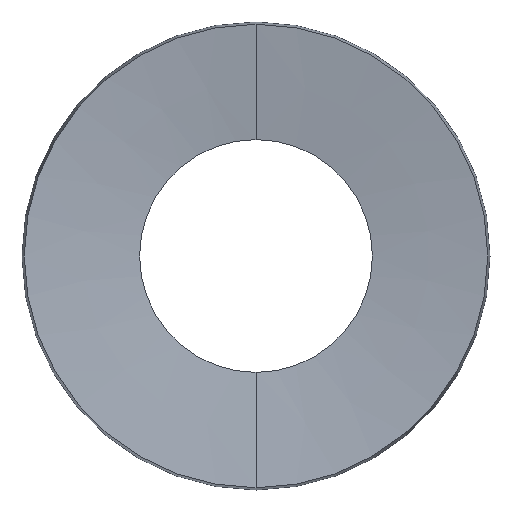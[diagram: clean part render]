
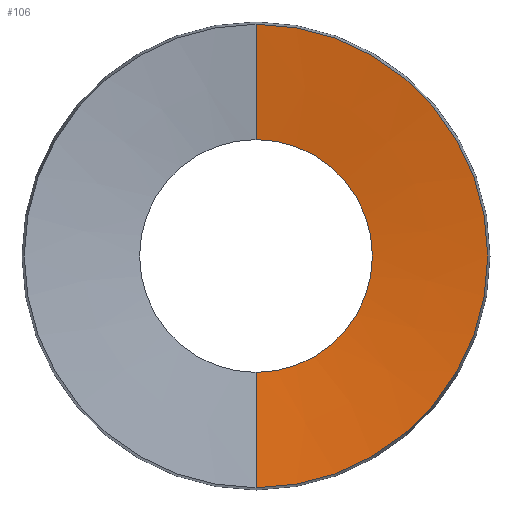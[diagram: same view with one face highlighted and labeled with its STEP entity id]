
A CAD part, front view. The second image highlights one B-rep face of the part: STEP entity #106.
In plain terms, the highlighted conical face has half-angle 82.51 degrees and reference radius 1.181 mm.
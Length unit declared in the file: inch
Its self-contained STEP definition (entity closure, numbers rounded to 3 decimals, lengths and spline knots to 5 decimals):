
#33 = DIRECTION ( 'NONE',  ( 0., -0.13, 0.991 ) ) ;
#34 = VECTOR ( 'NONE', #33, 39.37008 ) ;
#35 = CARTESIAN_POINT ( 'NONE',  ( 0., 0.00606, 0.0465 ) ) ;
#37 = LINE ( 'NONE', #35, #34 ) ;
#38 = CARTESIAN_POINT ( 'NONE',  ( 0., 0., 0.09259 ) ) ;
#88 = VERTEX_POINT ( 'NONE', #181 ) ;
#92 = VERTEX_POINT ( 'NONE', #168 ) ;
#106 = ADVANCED_FACE ( 'NONE', ( #200 ), #144, .F. ) ;
#108 = EDGE_LOOP ( 'NONE', ( #111, #109, #127, #130 ) ) ;
#109 = ORIENTED_EDGE ( 'NONE', *, *, #110, .F. ) ;
#110 = EDGE_CURVE ( 'NONE', #92, #88, #242, .T. ) ;
#111 = ORIENTED_EDGE ( 'NONE', *, *, #138, .F. ) ;
#113 = EDGE_CURVE ( 'NONE', #92, #115, #224, .T. ) ;
#115 = VERTEX_POINT ( 'NONE', #232 ) ;
#120 = EDGE_CURVE ( 'NONE', #115, #133, #225, .T. ) ;
#127 = ORIENTED_EDGE ( 'NONE', *, *, #113, .T. ) ;
#130 = ORIENTED_EDGE ( 'NONE', *, *, #120, .T. ) ;
#133 = VERTEX_POINT ( 'NONE', #38 ) ;
#138 = EDGE_CURVE ( 'NONE', #88, #133, #37, .T. ) ;
#140 = CARTESIAN_POINT ( 'NONE',  ( 0., 0.00606, 0. ) ) ;
#144 = CONICAL_SURFACE ( 'NONE', #148, 0.0465, 1.44 ) ;
#145 = DIRECTION ( 'NONE',  ( 0., -1., 0. ) ) ;
#148 = AXIS2_PLACEMENT_3D ( 'NONE', #140, #145, #150 ) ;
#150 = DIRECTION ( 'NONE',  ( 0., 0., -1. ) ) ;
#168 = CARTESIAN_POINT ( 'NONE',  ( 0., 0.00606, -0.0465 ) ) ;
#181 = CARTESIAN_POINT ( 'NONE',  ( 0., 0.00606, 0.0465 ) ) ;
#200 = FACE_OUTER_BOUND ( 'NONE', #108, .T. ) ;
#215 = DIRECTION ( 'NONE',  ( 0., -1., 0. ) ) ;
#224 = LINE ( 'NONE', #229, #236 ) ;
#225 = CIRCLE ( 'NONE', #241, 0.09259 ) ;
#228 = DIRECTION ( 'NONE',  ( 0., 0., -1. ) ) ;
#229 = CARTESIAN_POINT ( 'NONE',  ( 0., 0.00606, -0.0465 ) ) ;
#231 = DIRECTION ( 'NONE',  ( 0., -0.13, -0.991 ) ) ;
#232 = CARTESIAN_POINT ( 'NONE',  ( 0., 0., -0.09259 ) ) ;
#236 = VECTOR ( 'NONE', #231, 39.37008 ) ;
#237 = AXIS2_PLACEMENT_3D ( 'NONE', #245, #215, #228 ) ;
#238 = DIRECTION ( 'NONE',  ( 0., 0., -1. ) ) ;
#239 = DIRECTION ( 'NONE',  ( 0., -1., 0. ) ) ;
#240 = CARTESIAN_POINT ( 'NONE',  ( 0., 0., 0. ) ) ;
#241 = AXIS2_PLACEMENT_3D ( 'NONE', #240, #239, #238 ) ;
#242 = CIRCLE ( 'NONE', #237, 0.0465 ) ;
#245 = CARTESIAN_POINT ( 'NONE',  ( 0., 0.00606, 0. ) ) ;
